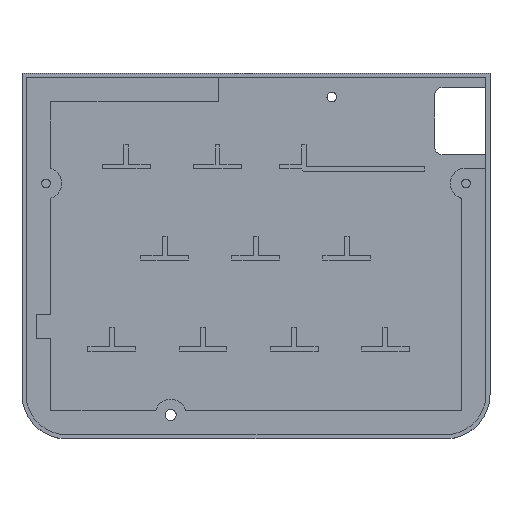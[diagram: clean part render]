
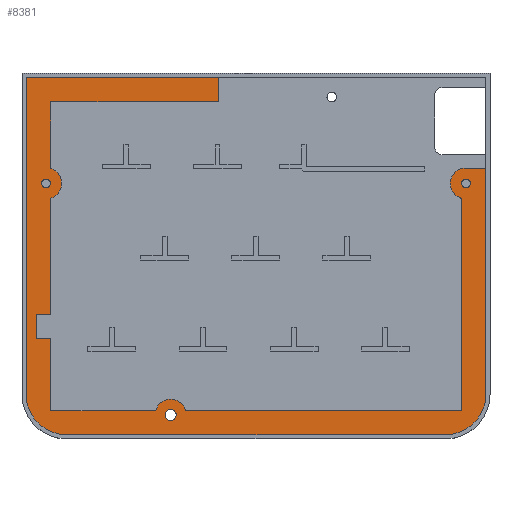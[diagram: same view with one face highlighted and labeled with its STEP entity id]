
A CAD part, top view. The second image highlights one B-rep face of the part: STEP entity #8381.
In plain terms, the highlighted planar face has unit normal (0, 0, 1).
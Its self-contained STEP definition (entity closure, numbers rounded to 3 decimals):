
#28=CIRCLE('',#8563,1.15);
#29=CIRCLE('',#8565,0.9);
#31=CIRCLE('',#8569,0.9);
#33=CIRCLE('',#8667,3.263);
#35=CIRCLE('',#8672,3.263);
#37=CIRCLE('',#8679,3.263);
#39=CIRCLE('',#8688,8.45);
#41=CIRCLE('',#8692,8.45);
#92=FACE_BOUND('',#1261,.T.);
#93=FACE_BOUND('',#1262,.T.);
#94=FACE_BOUND('',#1263,.T.);
#353=PLANE('',#8695);
#791=FACE_OUTER_BOUND('',#1260,.T.);
#1260=EDGE_LOOP('',(#7683,#7684,#7685,#7686,#7687,#7688,#7689,#7690,#7691,
#7692,#7693,#7694,#7695,#7696,#7697,#7698,#7699,#7700,#7701,#7702,#7703));
#1261=EDGE_LOOP('',(#7704));
#1262=EDGE_LOOP('',(#7705));
#1263=EDGE_LOOP('',(#7706));
#1818=LINE('',#14816,#2668);
#2073=LINE('',#15356,#2923);
#2077=LINE('',#15364,#2927);
#2081=LINE('',#15376,#2931);
#2084=LINE('',#15382,#2934);
#2088=LINE('',#15393,#2938);
#2090=LINE('',#15398,#2940);
#2094=LINE('',#15406,#2944);
#2097=LINE('',#15412,#2947);
#2101=LINE('',#15424,#2951);
#2104=LINE('',#15430,#2954);
#2107=LINE('',#15436,#2957);
#2110=LINE('',#15441,#2960);
#2113=LINE('',#15448,#2963);
#2118=LINE('',#15462,#2968);
#2121=LINE('',#15470,#2971);
#2668=VECTOR('',#9556,10.);
#2923=VECTOR('',#10027,10.);
#2927=VECTOR('',#10033,10.);
#2931=VECTOR('',#10045,10.);
#2934=VECTOR('',#10050,10.);
#2938=VECTOR('',#10062,10.);
#2940=VECTOR('',#10066,10.);
#2944=VECTOR('',#10072,10.);
#2947=VECTOR('',#10077,10.);
#2951=VECTOR('',#10089,10.);
#2954=VECTOR('',#10094,10.);
#2957=VECTOR('',#10099,10.);
#2960=VECTOR('',#10104,10.);
#2963=VECTOR('',#10111,10.);
#2968=VECTOR('',#10124,10.);
#2971=VECTOR('',#10135,10.);
#3908=VERTEX_POINT('',#14813);
#3909=VERTEX_POINT('',#14815);
#3916=VERTEX_POINT('',#14834);
#3917=VERTEX_POINT('',#14838);
#3919=VERTEX_POINT('',#14845);
#4085=VERTEX_POINT('',#15354);
#4086=VERTEX_POINT('',#15355);
#4089=VERTEX_POINT('',#15363);
#4091=VERTEX_POINT('',#15369);
#4093=VERTEX_POINT('',#15375);
#4095=VERTEX_POINT('',#15381);
#4097=VERTEX_POINT('',#15387);
#4099=VERTEX_POINT('',#15396);
#4100=VERTEX_POINT('',#15397);
#4103=VERTEX_POINT('',#15405);
#4105=VERTEX_POINT('',#15411);
#4107=VERTEX_POINT('',#15417);
#4109=VERTEX_POINT('',#15423);
#4111=VERTEX_POINT('',#15429);
#4113=VERTEX_POINT('',#15435);
#4115=VERTEX_POINT('',#15446);
#4116=VERTEX_POINT('',#15447);
#4119=VERTEX_POINT('',#15455);
#4121=VERTEX_POINT('',#15461);
#5012=EDGE_CURVE('',#3908,#3909,#1818,.T.);
#5021=EDGE_CURVE('',#3916,#3916,#28,.T.);
#5023=EDGE_CURVE('',#3917,#3917,#29,.T.);
#5026=EDGE_CURVE('',#3919,#3919,#31,.T.);
#5275=EDGE_CURVE('',#4085,#4086,#2073,.T.);
#5279=EDGE_CURVE('',#4089,#4085,#2077,.T.);
#5282=EDGE_CURVE('',#4091,#4089,#33,.T.);
#5285=EDGE_CURVE('',#4093,#4091,#2081,.T.);
#5288=EDGE_CURVE('',#4095,#4093,#2084,.T.);
#5291=EDGE_CURVE('',#4097,#4095,#35,.T.);
#5294=EDGE_CURVE('',#3908,#4097,#2088,.T.);
#5296=EDGE_CURVE('',#4099,#4100,#2090,.T.);
#5300=EDGE_CURVE('',#4103,#4099,#2094,.T.);
#5303=EDGE_CURVE('',#4105,#4103,#2097,.T.);
#5306=EDGE_CURVE('',#4107,#4105,#37,.T.);
#5309=EDGE_CURVE('',#4109,#4107,#2101,.T.);
#5312=EDGE_CURVE('',#4111,#4109,#2104,.T.);
#5315=EDGE_CURVE('',#4113,#4111,#2107,.T.);
#5318=EDGE_CURVE('',#4086,#4113,#2110,.T.);
#5321=EDGE_CURVE('',#4115,#4116,#2113,.T.);
#5325=EDGE_CURVE('',#4119,#4115,#39,.T.);
#5328=EDGE_CURVE('',#4121,#4119,#2118,.T.);
#5331=EDGE_CURVE('',#3909,#4121,#41,.T.);
#5333=EDGE_CURVE('',#4116,#4100,#2121,.T.);
#7683=ORIENTED_EDGE('',*,*,#5296,.T.);
#7684=ORIENTED_EDGE('',*,*,#5333,.F.);
#7685=ORIENTED_EDGE('',*,*,#5321,.F.);
#7686=ORIENTED_EDGE('',*,*,#5325,.F.);
#7687=ORIENTED_EDGE('',*,*,#5328,.F.);
#7688=ORIENTED_EDGE('',*,*,#5331,.F.);
#7689=ORIENTED_EDGE('',*,*,#5012,.F.);
#7690=ORIENTED_EDGE('',*,*,#5294,.T.);
#7691=ORIENTED_EDGE('',*,*,#5291,.T.);
#7692=ORIENTED_EDGE('',*,*,#5288,.T.);
#7693=ORIENTED_EDGE('',*,*,#5285,.T.);
#7694=ORIENTED_EDGE('',*,*,#5282,.T.);
#7695=ORIENTED_EDGE('',*,*,#5279,.T.);
#7696=ORIENTED_EDGE('',*,*,#5275,.T.);
#7697=ORIENTED_EDGE('',*,*,#5318,.T.);
#7698=ORIENTED_EDGE('',*,*,#5315,.T.);
#7699=ORIENTED_EDGE('',*,*,#5312,.T.);
#7700=ORIENTED_EDGE('',*,*,#5309,.T.);
#7701=ORIENTED_EDGE('',*,*,#5306,.T.);
#7702=ORIENTED_EDGE('',*,*,#5303,.T.);
#7703=ORIENTED_EDGE('',*,*,#5300,.T.);
#7704=ORIENTED_EDGE('',*,*,#5021,.T.);
#7705=ORIENTED_EDGE('',*,*,#5023,.T.);
#7706=ORIENTED_EDGE('',*,*,#5026,.T.);
#8381=ADVANCED_FACE('',(#791,#92,#93,#94),#353,.T.);
#8563=AXIS2_PLACEMENT_3D('',#14835,#9574,#9575);
#8565=AXIS2_PLACEMENT_3D('',#14839,#9579,#9580);
#8569=AXIS2_PLACEMENT_3D('',#14846,#9588,#9589);
#8667=AXIS2_PLACEMENT_3D('',#15370,#10038,#10039);
#8672=AXIS2_PLACEMENT_3D('',#15388,#10055,#10056);
#8679=AXIS2_PLACEMENT_3D('',#15418,#10082,#10083);
#8688=AXIS2_PLACEMENT_3D('',#15456,#10117,#10118);
#8692=AXIS2_PLACEMENT_3D('',#15467,#10129,#10130);
#8695=AXIS2_PLACEMENT_3D('',#15472,#10137,#10138);
#9556=DIRECTION('',(0.,-1.,0.));
#9574=DIRECTION('center_axis',(0.,0.,-1.));
#9575=DIRECTION('ref_axis',(1.,0.,0.));
#9579=DIRECTION('center_axis',(0.,0.,-1.));
#9580=DIRECTION('ref_axis',(1.,0.,0.));
#9588=DIRECTION('center_axis',(0.,0.,-1.));
#9589=DIRECTION('ref_axis',(1.,0.,0.));
#10027=DIRECTION('',(0.,1.,0.));
#10033=DIRECTION('',(-1.,0.,0.));
#10038=DIRECTION('center_axis',(0.,0.,1.));
#10039=DIRECTION('ref_axis',(0.965,0.261,0.));
#10045=DIRECTION('',(-1.,0.,0.));
#10050=DIRECTION('',(0.,-1.,0.));
#10055=DIRECTION('center_axis',(0.,0.,1.));
#10056=DIRECTION('ref_axis',(-0.261,0.965,0.));
#10062=DIRECTION('',(-1.,0.,0.));
#10066=DIRECTION('',(0.,1.,0.));
#10072=DIRECTION('',(1.,0.,0.));
#10077=DIRECTION('',(0.,1.,0.));
#10082=DIRECTION('center_axis',(0.,0.,1.));
#10083=DIRECTION('ref_axis',(0.306,-0.952,0.));
#10089=DIRECTION('',(0.,1.,0.));
#10094=DIRECTION('',(1.,0.,0.));
#10099=DIRECTION('',(0.,1.,0.));
#10104=DIRECTION('',(-1.,0.,0.));
#10111=DIRECTION('',(0.,1.,0.));
#10117=DIRECTION('center_axis',(0.,0.,-1.));
#10118=DIRECTION('ref_axis',(-1.,0.,0.));
#10124=DIRECTION('',(-1.,0.,0.));
#10129=DIRECTION('center_axis',(0.,0.,-1.));
#10130=DIRECTION('ref_axis',(0.,-1.,0.));
#10135=DIRECTION('',(1.,0.,0.));
#10137=DIRECTION('center_axis',(0.,0.,1.));
#10138=DIRECTION('ref_axis',(1.,0.,0.));
#14813=CARTESIAN_POINT('',(95.75,-18.85,0.));
#14815=CARTESIAN_POINT('',(95.75,-66.,0.));
#14816=CARTESIAN_POINT('',(95.75,-18.5,0.));
#14834=CARTESIAN_POINT('',(28.85,-70.3,0.));
#14835=CARTESIAN_POINT('Origin',(30.,-70.3,0.));
#14838=CARTESIAN_POINT('',(3.1,-22.,0.));
#14839=CARTESIAN_POINT('Origin',(4.,-22.,0.));
#14845=CARTESIAN_POINT('',(90.7,-22.,0.));
#14846=CARTESIAN_POINT('Origin',(91.6,-22.,0.));
#15354=CARTESIAN_POINT('',(5.,-69.45,0.));
#15355=CARTESIAN_POINT('',(5.,-54.3,0.));
#15356=CARTESIAN_POINT('',(5.,-53.3,0.));
#15363=CARTESIAN_POINT('',(26.85,-69.45,0.));
#15364=CARTESIAN_POINT('',(37.325,-69.45,0.));
#15369=CARTESIAN_POINT('',(33.15,-69.45,0.));
#15370=CARTESIAN_POINT('Origin',(30.,-70.3,0.));
#15375=CARTESIAN_POINT('',(90.75,-69.45,0.));
#15376=CARTESIAN_POINT('',(69.275,-69.45,0.));
#15381=CARTESIAN_POINT('',(90.75,-25.15,0.));
#15382=CARTESIAN_POINT('',(90.75,-31.15,0.));
#15387=CARTESIAN_POINT('',(90.75,-18.85,0.));
#15388=CARTESIAN_POINT('Origin',(91.6,-22.,0.));
#15393=CARTESIAN_POINT('',(71.775,-18.85,0.));
#15396=CARTESIAN_POINT('',(40.,-5.,0.));
#15397=CARTESIAN_POINT('',(40.,0.15,0.));
#15398=CARTESIAN_POINT('',(40.,-21.075,0.));
#15405=CARTESIAN_POINT('',(5.,-5.,0.));
#15406=CARTESIAN_POINT('',(26.4,-5.,0.));
#15411=CARTESIAN_POINT('',(5.,-18.894,0.));
#15412=CARTESIAN_POINT('',(5.,-28.022,0.));
#15417=CARTESIAN_POINT('',(5.,-25.106,0.));
#15418=CARTESIAN_POINT('Origin',(4.,-22.,0.));
#15423=CARTESIAN_POINT('',(5.,-49.3,0.));
#15424=CARTESIAN_POINT('',(5.,-43.225,0.));
#15429=CARTESIAN_POINT('',(2.,-49.3,0.));
#15430=CARTESIAN_POINT('',(24.9,-49.3,0.));
#15435=CARTESIAN_POINT('',(2.,-54.3,0.));
#15436=CARTESIAN_POINT('',(2.,-45.725,0.));
#15441=CARTESIAN_POINT('',(26.4,-54.3,0.));
#15446=CARTESIAN_POINT('',(-0.15,-66.,0.));
#15447=CARTESIAN_POINT('',(-0.15,0.15,0.));
#15448=CARTESIAN_POINT('',(-0.15,-51.575,0.));
#15455=CARTESIAN_POINT('',(8.3,-74.45,0.));
#15456=CARTESIAN_POINT('Origin',(8.3,-66.,0.));
#15461=CARTESIAN_POINT('',(87.3,-74.45,0.));
#15462=CARTESIAN_POINT('',(67.55,-74.45,0.));
#15467=CARTESIAN_POINT('Origin',(87.3,-66.,0.));
#15470=CARTESIAN_POINT('',(23.825,0.15,0.));
#15472=CARTESIAN_POINT('Origin',(47.8,-37.15,0.));
